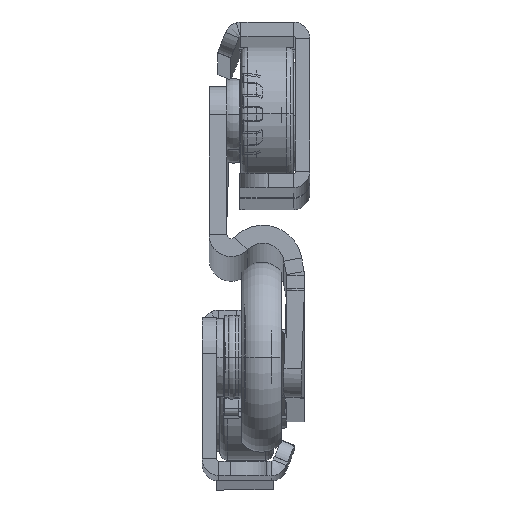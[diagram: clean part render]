
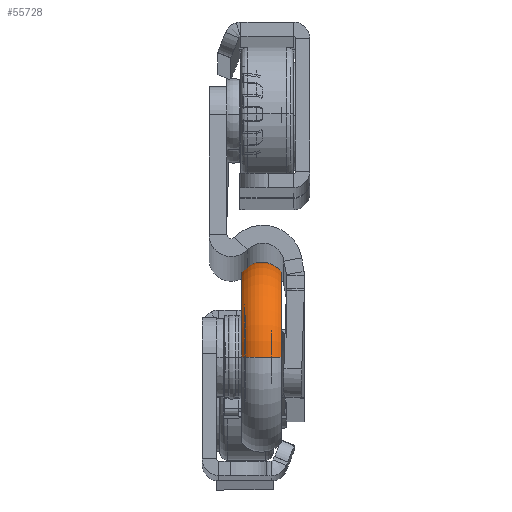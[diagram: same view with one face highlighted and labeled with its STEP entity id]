
A CAD part, top view. The second image highlights one B-rep face of the part: STEP entity #55728.
In plain terms, the highlighted toroidal (fillet/blend) face has major radius 9.75 mm and minor radius 3.5 mm.
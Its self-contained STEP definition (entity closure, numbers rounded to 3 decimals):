
#1165 = EDGE_CURVE ( 'NONE', #40453, #20836, #25263, .T. ) ;
#4292 = VERTEX_POINT ( 'NONE', #12962 ) ;
#7055 = ORIENTED_EDGE ( 'NONE', *, *, #23613, .T. ) ;
#7278 = CARTESIAN_POINT ( 'NONE',  ( -7.9, 0., 0. ) ) ;
#7628 = DIRECTION ( 'NONE',  ( 0., 0., 1. ) ) ;
#7903 = AXIS2_PLACEMENT_3D ( 'NONE', #23297, #63149, #51218 ) ;
#9606 = AXIS2_PLACEMENT_3D ( 'NONE', #7278, #65767, #7628 ) ;
#12962 = CARTESIAN_POINT ( 'NONE',  ( -2.4, 0., -11.915 ) ) ;
#13993 = CIRCLE ( 'NONE', #53074, 11.915 ) ;
#14133 = DIRECTION ( 'NONE',  ( -1., 0., 0. ) ) ;
#14371 = VERTEX_POINT ( 'NONE', #17157 ) ;
#16479 = DIRECTION ( 'NONE',  ( 0., 0., 1. ) ) ;
#17157 = CARTESIAN_POINT ( 'NONE',  ( -2.4, 0., 11.915 ) ) ;
#17739 = DIRECTION ( 'NONE',  ( 0., 0., -1. ) ) ;
#18407 = FACE_OUTER_BOUND ( 'NONE', #50168, .T. ) ;
#20360 = AXIS2_PLACEMENT_3D ( 'NONE', #22640, #43961, #17739 ) ;
#20413 = CIRCLE ( 'NONE', #36038, 3.5 ) ;
#20836 = VERTEX_POINT ( 'NONE', #68651 ) ;
#22640 = CARTESIAN_POINT ( 'NONE',  ( -5.15, 0., 9.75 ) ) ;
#23067 = EDGE_CURVE ( 'NONE', #14371, #40453, #59459, .T. ) ;
#23297 = CARTESIAN_POINT ( 'NONE',  ( -5.15, 0., 0. ) ) ;
#23613 = EDGE_CURVE ( 'NONE', #4292, #20836, #20413, .T. ) ;
#24757 = ORIENTED_EDGE ( 'NONE', *, *, #59488, .T. ) ;
#25263 = CIRCLE ( 'NONE', #9606, 11.915 ) ;
#34201 = CARTESIAN_POINT ( 'NONE',  ( -7.9, 0., 11.915 ) ) ;
#36038 = AXIS2_PLACEMENT_3D ( 'NONE', #57715, #47571, #46862 ) ;
#37800 = ORIENTED_EDGE ( 'NONE', *, *, #1165, .F. ) ;
#40339 = TOROIDAL_SURFACE ( 'NONE', #7903, 9.75, 3.5 ) ;
#40453 = VERTEX_POINT ( 'NONE', #34201 ) ;
#41439 = ORIENTED_EDGE ( 'NONE', *, *, #23067, .F. ) ;
#43961 = DIRECTION ( 'NONE',  ( 0., -1., 0. ) ) ;
#46862 = DIRECTION ( 'NONE',  ( 0., 0., 1. ) ) ;
#47571 = DIRECTION ( 'NONE',  ( 0., 1., 0. ) ) ;
#50168 = EDGE_LOOP ( 'NONE', ( #24757, #7055, #37800, #41439 ) ) ;
#51218 = DIRECTION ( 'NONE',  ( 0., 0., 1. ) ) ;
#53074 = AXIS2_PLACEMENT_3D ( 'NONE', #62074, #14133, #16479 ) ;
#55728 = ADVANCED_FACE ( 'NONE', ( #18407 ), #40339, .T. ) ;
#57715 = CARTESIAN_POINT ( 'NONE',  ( -5.15, 0., -9.75 ) ) ;
#59459 = CIRCLE ( 'NONE', #20360, 3.5 ) ;
#59488 = EDGE_CURVE ( 'NONE', #14371, #4292, #13993, .T. ) ;
#62074 = CARTESIAN_POINT ( 'NONE',  ( -2.4, 0., 0. ) ) ;
#63149 = DIRECTION ( 'NONE',  ( -1., 0., 0. ) ) ;
#65767 = DIRECTION ( 'NONE',  ( -1., 0., 0. ) ) ;
#68651 = CARTESIAN_POINT ( 'NONE',  ( -7.9, 0., -11.915 ) ) ;
